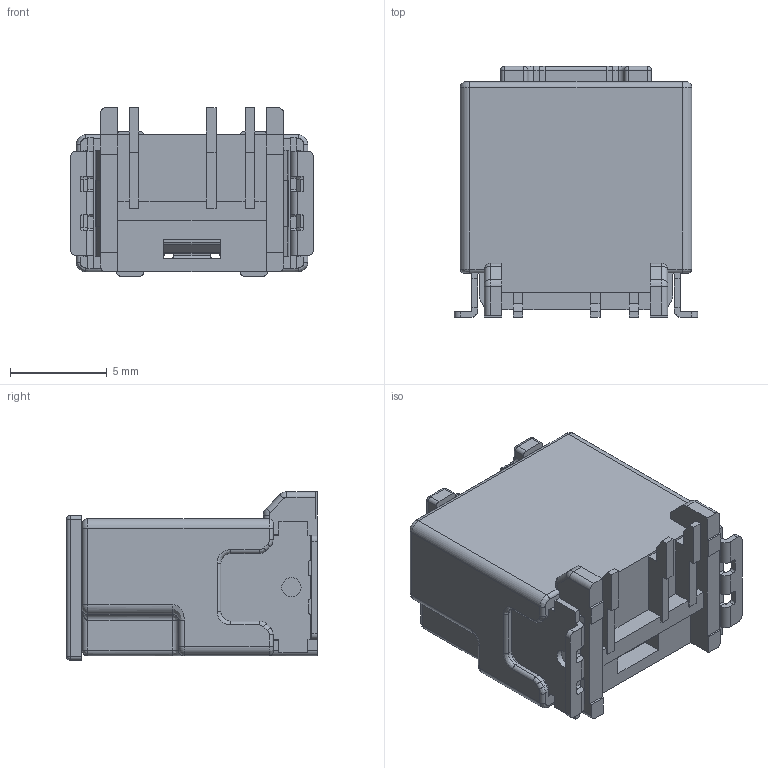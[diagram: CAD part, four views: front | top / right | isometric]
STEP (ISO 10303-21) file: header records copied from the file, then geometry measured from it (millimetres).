
FILE_DESCRIPTION (( 'STEP AP214' ), '1' );
FILE_NAME ('C_020_D_C_SMT_3M_V_ASSY_BK_(B)_Rev.B.STEP', '2020-10-21T01:51:44', ( '' ), ( '' ), 'SwSTEP 2.0', 'SolidWorks 2019', '' );
FILE_SCHEMA (( 'AUTOMOTIVE_DESIGN' ));
Length unit declared in the file: millimetre
Products named in the file (1): C_020_D_C_SMT_3M_V_ASSY_BK_(B)_Rev.B
Bounding box: 12.6 x 13 x 8.72 mm (x, y, z)
Volume: 515.8 mm3; surface area: 1366.8 mm2
Topology: 2 solids, 2 shells, 874 faces, 2338 edges, 1437 vertices
Faces by surface type: plane 456, cylinder 296, bspline 70, cone 30, torus 14, sphere 8
Full cylindrical faces by diameter (mm): 1 x2
Entity records: 28868 total; most frequent: CARTESIAN_POINT 8134, ORIENTED_EDGE 4592, DIRECTION 3934, EDGE_CURVE 2296, LINE 1514, VECTOR 1514, VERTEX_POINT 1437, AXIS2_PLACEMENT_3D 1210
